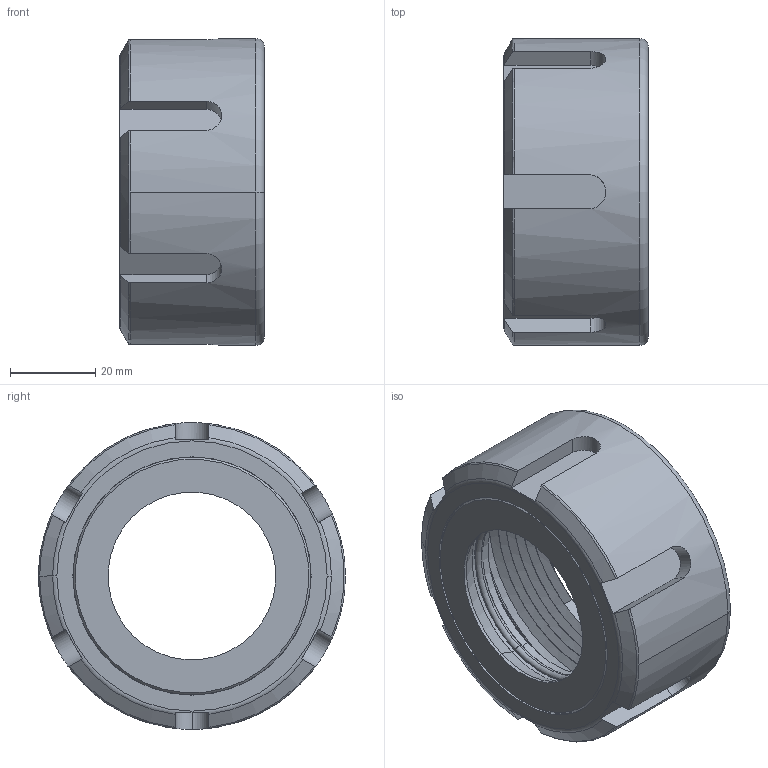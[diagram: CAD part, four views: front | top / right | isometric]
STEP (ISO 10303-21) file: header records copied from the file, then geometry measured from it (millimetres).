
FILE_DESCRIPTION (( 'STEP AP203' ), '1' );
FILE_NAME ('112.01.32.STEP', '2017-10-18T09:16:03', ( '' ), ( '' ), 'SwSTEP 2.0', 'SolidWorks 2012', '' );
FILE_SCHEMA (( 'CONFIG_CONTROL_DESIGN' ));
Length unit declared in the file: millimetre
Products named in the file (5): OZ32#200 3.96MM鋼珠; 112.01.32; OZ螺帽螺絲 M5; OZ32002PD; OZ32001PD
Assembly tree (47 placements, depth 2):
  112.01.32
    OZ32001PD
    OZ32002PD
    OZ螺帽螺絲 M5
    OZ32#200 3.96MM鋼珠  x44
Bounding box: 34 x 72 x 72 mm (x, y, z)
Volume: 51458.1 mm3; surface area: 29122 mm2
Topology: 47 solids, 47 shells, 269 faces, 786 edges, 524 vertices
Faces by surface type: sphere 88, cylinder 57, plane 36, cone 34, torus 29, bspline 25
Entity records: 14439 total; most frequent: CARTESIAN_POINT 8559, ORIENTED_EDGE 960, DIRECTION 818, EDGE_CURVE 480, AXIS2_PLACEMENT_3D 345, VERTEX_POINT 306, EDGE_LOOP 190, FACE_OUTER_BOUND 183
